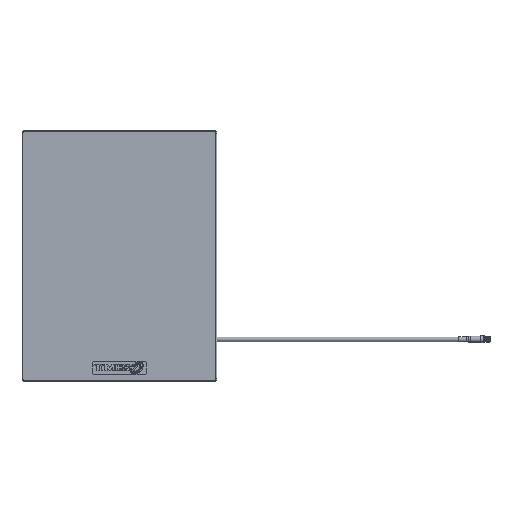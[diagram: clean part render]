
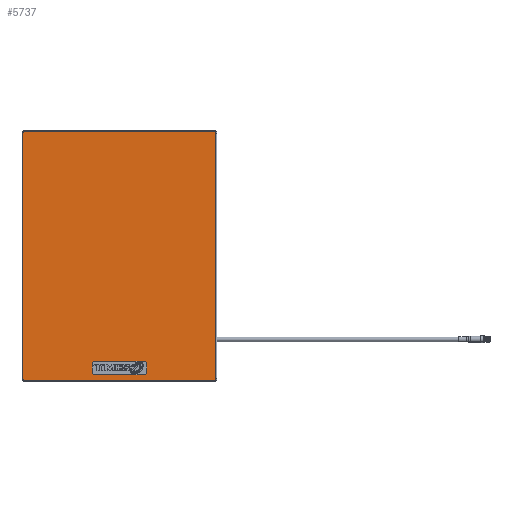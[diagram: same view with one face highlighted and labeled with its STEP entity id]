
A CAD part, top view. The second image highlights one B-rep face of the part: STEP entity #5737.
In plain terms, the highlighted face is planar.
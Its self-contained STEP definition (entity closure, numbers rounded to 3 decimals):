
#69 = CIRCLE ( 'NONE', #2320, 1.5 ) ;
#100 = AXIS2_PLACEMENT_3D ( 'NONE', #8833, #10871, #11527 ) ;
#239 = DIRECTION ( 'NONE',  ( 0., 0., 1. ) ) ;
#282 = CARTESIAN_POINT ( 'NONE',  ( 1., 1.6, -272.5 ) ) ;
#305 = DIRECTION ( 'NONE',  ( 0., 1., 0. ) ) ;
#331 = EDGE_CURVE ( 'NONE', #7747, #774, #2112, .T. ) ;
#344 = DIRECTION ( 'NONE',  ( 0., 0., -1. ) ) ;
#774 = VERTEX_POINT ( 'NONE', #3328 ) ;
#811 = CARTESIAN_POINT ( 'NONE',  ( 2.5, 1.6, -274. ) ) ;
#875 = EDGE_CURVE ( 'NONE', #2367, #3071, #6104, .T. ) ;
#1262 = CIRCLE ( 'NONE', #11412, 1.5 ) ;
#1502 = CIRCLE ( 'NONE', #8290, 1.5 ) ;
#1545 = LINE ( 'NONE', #10426, #6869 ) ;
#1949 = CARTESIAN_POINT ( 'NONE',  ( 211.5, 1.6, -274. ) ) ;
#1989 = CARTESIAN_POINT ( 'NONE',  ( 211.5, 1.6, -2.5 ) ) ;
#2099 = EDGE_CURVE ( 'NONE', #7097, #11126, #1502, .T. ) ;
#2112 = CIRCLE ( 'NONE', #4570, 1.5 ) ;
#2320 = AXIS2_PLACEMENT_3D ( 'NONE', #3851, #11095, #10324 ) ;
#2367 = VERTEX_POINT ( 'NONE', #282 ) ;
#2393 = DIRECTION ( 'NONE',  ( 0., 1., 0. ) ) ;
#2451 = CARTESIAN_POINT ( 'NONE',  ( 211.5, 1.6, -272.5 ) ) ;
#2793 = PLANE ( 'NONE',  #100 ) ;
#2925 = DIRECTION ( 'NONE',  ( 0., 1., 0. ) ) ;
#3071 = VERTEX_POINT ( 'NONE', #4171 ) ;
#3328 = CARTESIAN_POINT ( 'NONE',  ( 213., 1.6, -2.5 ) ) ;
#3373 = DIRECTION ( 'NONE',  ( 1., 0., 0. ) ) ;
#3383 = CARTESIAN_POINT ( 'NONE',  ( 213., 1.6, -272.5 ) ) ;
#3464 = ORIENTED_EDGE ( 'NONE', *, *, #7737, .T. ) ;
#3494 = ORIENTED_EDGE ( 'NONE', *, *, #331, .T. ) ;
#3851 = CARTESIAN_POINT ( 'NONE',  ( 2.5, 1.6, -272.5 ) ) ;
#3929 = ORIENTED_EDGE ( 'NONE', *, *, #8216, .T. ) ;
#4171 = CARTESIAN_POINT ( 'NONE',  ( 1., 1.6, -2.5 ) ) ;
#4397 = DIRECTION ( 'NONE',  ( -1., 0., 0. ) ) ;
#4496 = CARTESIAN_POINT ( 'NONE',  ( 1., 1.6, -2.5 ) ) ;
#4570 = AXIS2_PLACEMENT_3D ( 'NONE', #1989, #2925, #5448 ) ;
#5408 = ORIENTED_EDGE ( 'NONE', *, *, #2099, .T. ) ;
#5448 = DIRECTION ( 'NONE',  ( 0., 0., 1. ) ) ;
#5472 = ORIENTED_EDGE ( 'NONE', *, *, #7834, .T. ) ;
#5498 = CARTESIAN_POINT ( 'NONE',  ( 2.5, 1.6, -274. ) ) ;
#5706 = VERTEX_POINT ( 'NONE', #5498 ) ;
#5737 = ADVANCED_FACE ( 'NONE', ( #7953 ), #2793, .T. ) ;
#6104 = LINE ( 'NONE', #4496, #9394 ) ;
#6234 = EDGE_CURVE ( 'NONE', #3071, #8995, #1262, .T. ) ;
#6665 = ORIENTED_EDGE ( 'NONE', *, *, #875, .T. ) ;
#6754 = CARTESIAN_POINT ( 'NONE',  ( 2.5, 1.6, -1. ) ) ;
#6869 = VECTOR ( 'NONE', #3373, 1000. ) ;
#7089 = VECTOR ( 'NONE', #4397, 1000. ) ;
#7097 = VERTEX_POINT ( 'NONE', #3383 ) ;
#7737 = EDGE_CURVE ( 'NONE', #11126, #5706, #8881, .T. ) ;
#7747 = VERTEX_POINT ( 'NONE', #11157 ) ;
#7834 = EDGE_CURVE ( 'NONE', #774, #7097, #9220, .T. ) ;
#7953 = FACE_OUTER_BOUND ( 'NONE', #10610, .T. ) ;
#8216 = EDGE_CURVE ( 'NONE', #8995, #7747, #1545, .T. ) ;
#8290 = AXIS2_PLACEMENT_3D ( 'NONE', #2451, #2393, #9761 ) ;
#8320 = CARTESIAN_POINT ( 'NONE',  ( 2.5, 1.6, -2.5 ) ) ;
#8833 = CARTESIAN_POINT ( 'NONE',  ( 2.5, 1.6, -2.5 ) ) ;
#8881 = LINE ( 'NONE', #811, #7089 ) ;
#8995 = VERTEX_POINT ( 'NONE', #6754 ) ;
#9220 = LINE ( 'NONE', #10211, #9720 ) ;
#9394 = VECTOR ( 'NONE', #10496, 1000. ) ;
#9720 = VECTOR ( 'NONE', #344, 1000. ) ;
#9761 = DIRECTION ( 'NONE',  ( 0., 0., 1. ) ) ;
#10211 = CARTESIAN_POINT ( 'NONE',  ( 213., 1.6, -272.5 ) ) ;
#10284 = ORIENTED_EDGE ( 'NONE', *, *, #10933, .T. ) ;
#10324 = DIRECTION ( 'NONE',  ( 0., 0., 1. ) ) ;
#10426 = CARTESIAN_POINT ( 'NONE',  ( 211.5, 1.6, -1. ) ) ;
#10491 = ORIENTED_EDGE ( 'NONE', *, *, #6234, .T. ) ;
#10496 = DIRECTION ( 'NONE',  ( 0., 0., 1. ) ) ;
#10610 = EDGE_LOOP ( 'NONE', ( #10284, #6665, #10491, #3929, #3494, #5472, #5408, #3464 ) ) ;
#10871 = DIRECTION ( 'NONE',  ( 0., 1., 0. ) ) ;
#10933 = EDGE_CURVE ( 'NONE', #5706, #2367, #69, .T. ) ;
#11095 = DIRECTION ( 'NONE',  ( 0., 1., 0. ) ) ;
#11126 = VERTEX_POINT ( 'NONE', #1949 ) ;
#11157 = CARTESIAN_POINT ( 'NONE',  ( 211.5, 1.6, -1. ) ) ;
#11412 = AXIS2_PLACEMENT_3D ( 'NONE', #8320, #305, #239 ) ;
#11527 = DIRECTION ( 'NONE',  ( 0., 0., 1. ) ) ;
